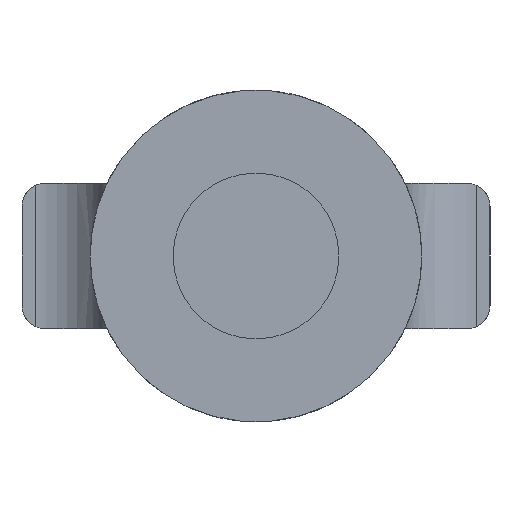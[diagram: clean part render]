
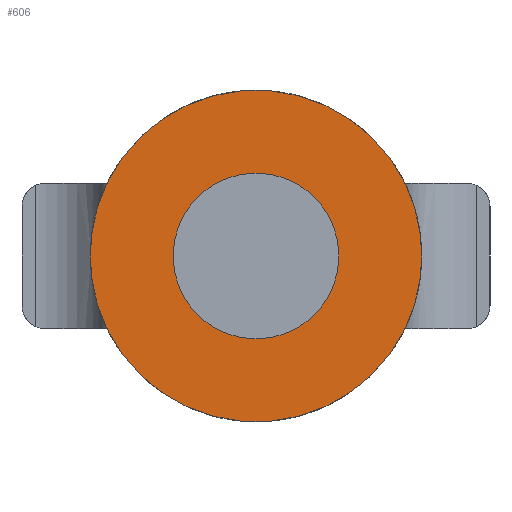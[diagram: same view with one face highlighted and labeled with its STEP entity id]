
A CAD part, front view. The second image highlights one B-rep face of the part: STEP entity #606.
In plain terms, the highlighted planar face has unit normal (0, -1, 0).
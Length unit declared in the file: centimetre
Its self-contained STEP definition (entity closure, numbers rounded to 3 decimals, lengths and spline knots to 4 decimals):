
#116=PLANE('',#655);
#128=VECTOR('',#694,1.);
#140=VECTOR('',#730,1.);
#153=VECTOR('',#766,1.);
#154=VECTOR('',#768,1.);
#164=LINE('',#944,#128);
#176=LINE('',#1044,#140);
#189=LINE('',#1087,#153);
#190=LINE('',#1089,#154);
#212=CIRCLE('',#642,0.175);
#214=CIRCLE('',#648,0.35);
#233=VERTEX_POINT('',#943);
#234=VERTEX_POINT('',#945);
#237=VERTEX_POINT('',#951);
#238=VERTEX_POINT('',#952);
#251=VERTEX_POINT('',#1043);
#252=VERTEX_POINT('',#1045);
#255=VERTEX_POINT('',#1051);
#256=VERTEX_POINT('',#1052);
#258=VERTEX_POINT('',#1062);
#263=VERTEX_POINT('',#1079);
#264=VERTEX_POINT('',#1081);
#265=VERTEX_POINT('',#1083);
#266=VERTEX_POINT('',#1084);
#295=EDGE_CURVE('',#234,#233,#164,.T.);
#299=EDGE_CURVE('',#238,#237,#164,.T.);
#319=EDGE_CURVE('',#252,#251,#176,.T.);
#323=EDGE_CURVE('',#256,#255,#176,.T.);
#328=EDGE_CURVE('',#258,#258,#212,.T.);
#332=EDGE_CURVE('',#255,#252,#214,.T.);
#337=EDGE_CURVE('',#237,#234,#214,.T.);
#341=EDGE_CURVE('',#263,#264,#214,.T.);
#343=EDGE_CURVE('',#266,#265,#214,.T.);
#345=EDGE_CURVE('',#251,#266,#189,.T.);
#346=EDGE_CURVE('',#256,#264,#190,.T.);
#347=EDGE_CURVE('',#263,#233,#190,.T.);
#349=EDGE_CURVE('',#265,#238,#189,.T.);
#484=ORIENTED_EDGE('',*,*,#328,.T.);
#485=ORIENTED_EDGE('',*,*,#299,.T.);
#486=ORIENTED_EDGE('',*,*,#337,.T.);
#487=ORIENTED_EDGE('',*,*,#295,.T.);
#488=ORIENTED_EDGE('',*,*,#347,.F.);
#489=ORIENTED_EDGE('',*,*,#341,.T.);
#490=ORIENTED_EDGE('',*,*,#346,.F.);
#491=ORIENTED_EDGE('',*,*,#323,.T.);
#492=ORIENTED_EDGE('',*,*,#332,.T.);
#493=ORIENTED_EDGE('',*,*,#319,.T.);
#494=ORIENTED_EDGE('',*,*,#345,.T.);
#495=ORIENTED_EDGE('',*,*,#343,.T.);
#496=ORIENTED_EDGE('',*,*,#349,.T.);
#537=EDGE_LOOP('',(#484));
#538=EDGE_LOOP('',(#485,#486,#487,#488,#489,#490,#491,#492,#493,#494,#495,
#496));
#573=FACE_BOUND('',#537,.T.);
#574=FACE_BOUND('',#538,.T.);
#606=ADVANCED_FACE('',(#573,#574),#116,.T.);
#642=AXIS2_PLACEMENT_3D('',#1061,#743,#744);
#648=AXIS2_PLACEMENT_3D('',#1071,#754,#755);
#655=AXIS2_PLACEMENT_3D('',#1092,#772,$);
#694=DIRECTION('',(-1.,0.,0.));
#730=DIRECTION('',(1.,0.,0.));
#743=DIRECTION('',(0.,1.,0.));
#744=DIRECTION('',(0.175,0.,0.));
#754=DIRECTION('',(0.,-1.,0.));
#755=DIRECTION('',(0.35,0.,0.));
#766=DIRECTION('',(0.,0.,1.));
#768=DIRECTION('',(0.,0.,1.));
#772=DIRECTION('',(0.,-1.,0.));
#943=CARTESIAN_POINT('',(-0.315,-1.7,0.154));
#944=CARTESIAN_POINT('',(-0.315,-1.7,0.154));
#945=CARTESIAN_POINT('',(-0.3143,-1.7,0.154));
#951=CARTESIAN_POINT('',(0.3143,-1.7,0.154));
#952=CARTESIAN_POINT('',(0.315,-1.7,0.154));
#1043=CARTESIAN_POINT('',(0.315,-1.7,-0.154));
#1044=CARTESIAN_POINT('',(-0.315,-1.7,-0.154));
#1045=CARTESIAN_POINT('',(0.3143,-1.7,-0.154));
#1051=CARTESIAN_POINT('',(-0.3143,-1.7,-0.154));
#1052=CARTESIAN_POINT('',(-0.315,-1.7,-0.154));
#1061=CARTESIAN_POINT('',(0.,-1.7,0.));
#1062=CARTESIAN_POINT('',(0.175,-1.7,0.));
#1071=CARTESIAN_POINT('',(0.,-1.7,0.));
#1079=CARTESIAN_POINT('',(-0.315,-1.7,0.1526));
#1081=CARTESIAN_POINT('',(-0.315,-1.7,-0.1526));
#1083=CARTESIAN_POINT('',(0.315,-1.7,0.1526));
#1084=CARTESIAN_POINT('',(0.315,-1.7,-0.1526));
#1087=CARTESIAN_POINT('',(0.315,-1.7,-0.154));
#1089=CARTESIAN_POINT('',(-0.315,-1.7,-0.154));
#1092=CARTESIAN_POINT('',(0.,-1.7,-0.154));
